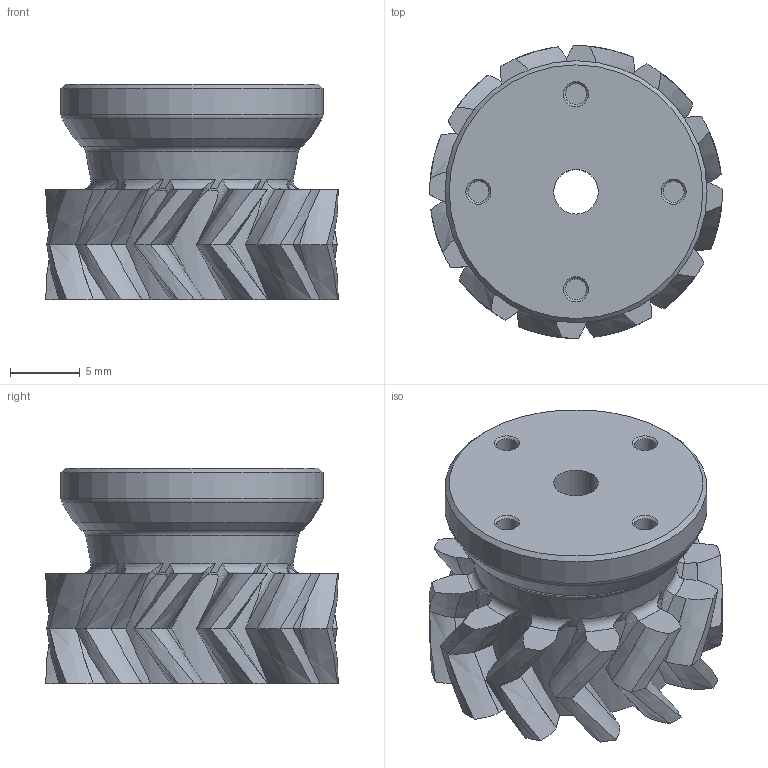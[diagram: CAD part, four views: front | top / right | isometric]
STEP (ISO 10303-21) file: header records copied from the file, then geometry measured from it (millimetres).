
FILE_DESCRIPTION(/* description */ (''),/* implementation_level */ '2;1');
FILE_NAME(/* name */ 'Servo_Gear.step',/* time_stamp */ '2024-09-13T22:11:26-04:00',/* author */ (''),/* organization */ (''),/* preprocessor_version */ 'ST-DEVELOPER v20',/* originating_system */ 'Autodesk Translation Framework v13.14.0.145',/* authorisation */ '');
FILE_SCHEMA (('AUTOMOTIVE_DESIGN { 1 0 10303 214 3 1 1 }'));
Length unit declared in the file: millimetre
Products named in the file (1): Servo_Gear
Bounding box: 21 x 21 x 15.45 mm (x, y, z)
Volume: 3342.6 mm3; surface area: 2357 mm2
Topology: 1 solids, 1 shells, 276 faces, 750 edges, 480 vertices
Faces by surface type: bspline 192, plane 30, torus 26, cylinder 19, cone 9
Full cylindrical faces by diameter (mm): 1.5 x4, 3.2 x1, 6.4 x1, 18.8 x1
Entity records: 13791 total; most frequent: CARTESIAN_POINT 8119, ORIENTED_EDGE 1500, EDGE_CURVE 750, DIRECTION 622, VERTEX_POINT 480, B_SPLINE_CURVE_WITH_KNOTS 432, EDGE_LOOP 282, FACE_OUTER_BOUND 276
